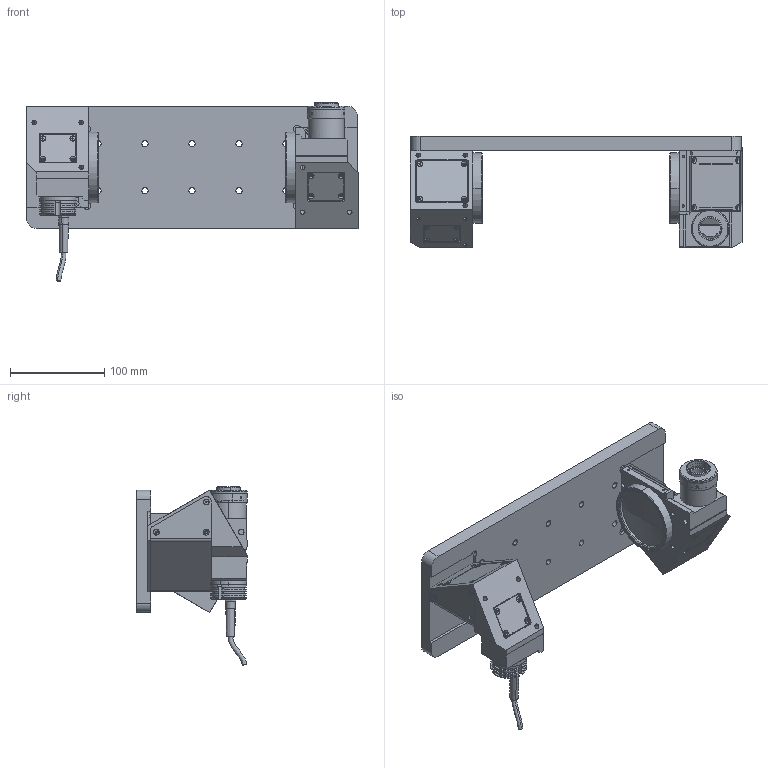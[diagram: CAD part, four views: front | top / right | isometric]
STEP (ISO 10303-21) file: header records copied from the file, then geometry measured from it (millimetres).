
FILE_DESCRIPTION (( 'STEP AP214' ), '1' );
FILE_NAME ('TCCRBENCH048.STEP', '2015-07-29T09:17:44', ( '' ), ( '' ), 'SwSTEP 2.0', 'SolidWorks 2013', '' );
FILE_SCHEMA (( 'AUTOMOTIVE_DESIGN' ));
Length unit declared in the file: millimetre
Products named in the file (1): TCCRBENCH048
Bounding box: 353.12 x 118 x 189.52 mm (x, y, z)
Surface area: 229265.4 mm2 (no closed solid volume)
Topology: 0 solids, 48 shells, 681 faces, 2202 edges, 1550 vertices
Faces by surface type: cylinder 297, plane 278, cone 90, torus 10, sphere 4, bspline 2
Entity records: 32362 total; most frequent: CARTESIAN_POINT 4905, DIRECTION 4430, ORIENTED_EDGE 3624, EDGE_CURVE 2190, AXIS2_PLACEMENT_3D 1599, VERTEX_POINT 1550, VECTOR 1232, LINE 1232
